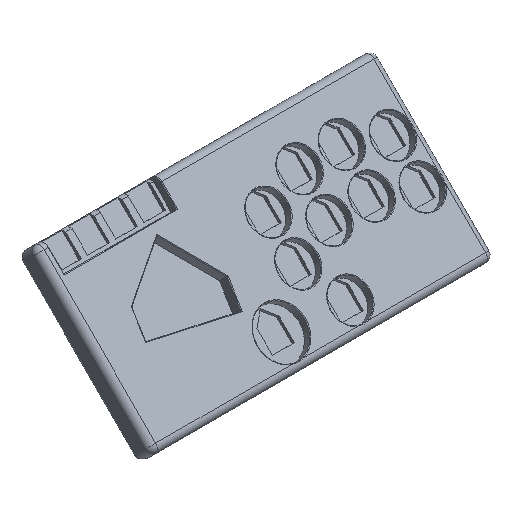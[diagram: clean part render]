
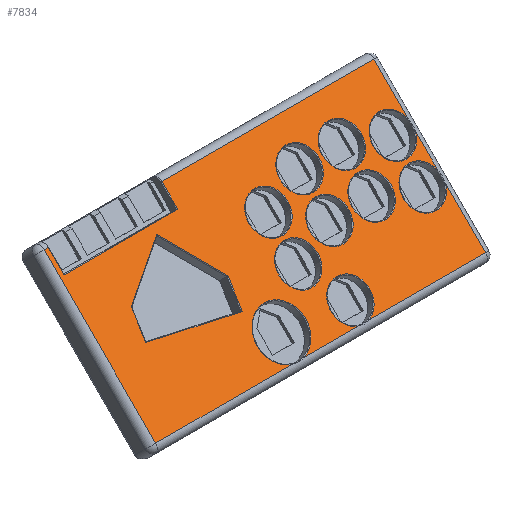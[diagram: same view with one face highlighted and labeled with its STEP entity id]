
A CAD part, isometric view. The second image highlights one B-rep face of the part: STEP entity #7834.
In plain terms, the highlighted planar face has unit normal (0, -0.707, 0.707).
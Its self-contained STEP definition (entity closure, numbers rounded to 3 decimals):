
#34=FACE_BOUND('',#996,.T.);
#35=FACE_BOUND('',#997,.T.);
#36=FACE_BOUND('',#998,.T.);
#37=FACE_BOUND('',#999,.T.);
#38=FACE_BOUND('',#1000,.T.);
#39=FACE_BOUND('',#1001,.T.);
#40=FACE_BOUND('',#1002,.T.);
#116=PLANE('',#8416);
#552=FACE_OUTER_BOUND('',#995,.T.);
#995=EDGE_LOOP('',(#6013,#6014,#6015,#6016,#6017,#6018,#6019,#6020,#6021,
#6022,#6023,#6024,#6025,#6026,#6027,#6028));
#996=EDGE_LOOP('',(#6029,#6030,#6031,#6032,#6033));
#997=EDGE_LOOP('',(#6034));
#998=EDGE_LOOP('',(#6035));
#999=EDGE_LOOP('',(#6036));
#1000=EDGE_LOOP('',(#6037));
#1001=EDGE_LOOP('',(#6038));
#1002=EDGE_LOOP('',(#6039));
#1369=CIRCLE('',#8415,15.4);
#1370=CIRCLE('',#8417,12.4);
#1371=CIRCLE('',#8418,12.4);
#1372=CIRCLE('',#8419,12.4);
#1373=CIRCLE('',#8420,12.4);
#1374=CIRCLE('',#8421,12.4);
#1375=CIRCLE('',#8422,12.4);
#1376=CIRCLE('',#8423,12.4);
#1377=CIRCLE('',#8424,12.4);
#1378=CIRCLE('',#8425,12.4);
#1748=LINE('',#13485,#2616);
#1749=LINE('',#13489,#2617);
#1750=LINE('',#13491,#2618);
#1751=LINE('',#13495,#2619);
#1752=LINE('',#13499,#2620);
#1753=LINE('',#13501,#2621);
#1754=LINE('',#13503,#2622);
#1755=LINE('',#13505,#2623);
#1756=LINE('',#13507,#2624);
#1757=LINE('',#13509,#2625);
#1758=LINE('',#13511,#2626);
#1759=LINE('',#13512,#2627);
#1760=LINE('',#13515,#2628);
#1761=LINE('',#13517,#2629);
#1762=LINE('',#13519,#2630);
#1763=LINE('',#13521,#2631);
#1764=LINE('',#13522,#2632);
#2616=VECTOR('',#9647,10.);
#2617=VECTOR('',#9650,10.);
#2618=VECTOR('',#9651,10.);
#2619=VECTOR('',#9654,10.);
#2620=VECTOR('',#9657,10.);
#2621=VECTOR('',#9658,10.);
#2622=VECTOR('',#9659,10.);
#2623=VECTOR('',#9660,10.);
#2624=VECTOR('',#9661,10.);
#2625=VECTOR('',#9662,10.);
#2626=VECTOR('',#9663,10.);
#2627=VECTOR('',#9664,10.);
#2628=VECTOR('',#9665,10.);
#2629=VECTOR('',#9666,10.);
#2630=VECTOR('',#9667,10.);
#2631=VECTOR('',#9668,10.);
#2632=VECTOR('',#9669,10.);
#3615=VERTEX_POINT('',#13438);
#3619=VERTEX_POINT('',#13445);
#3620=VERTEX_POINT('',#13484);
#3621=VERTEX_POINT('',#13486);
#3622=VERTEX_POINT('',#13488);
#3623=VERTEX_POINT('',#13490);
#3624=VERTEX_POINT('',#13492);
#3625=VERTEX_POINT('',#13494);
#3626=VERTEX_POINT('',#13496);
#3627=VERTEX_POINT('',#13498);
#3628=VERTEX_POINT('',#13500);
#3629=VERTEX_POINT('',#13502);
#3630=VERTEX_POINT('',#13504);
#3631=VERTEX_POINT('',#13506);
#3632=VERTEX_POINT('',#13508);
#3633=VERTEX_POINT('',#13510);
#3634=VERTEX_POINT('',#13513);
#3635=VERTEX_POINT('',#13514);
#3636=VERTEX_POINT('',#13516);
#3637=VERTEX_POINT('',#13518);
#3638=VERTEX_POINT('',#13520);
#3639=VERTEX_POINT('',#13523);
#3640=VERTEX_POINT('',#13525);
#3641=VERTEX_POINT('',#13527);
#3642=VERTEX_POINT('',#13529);
#3643=VERTEX_POINT('',#13531);
#3644=VERTEX_POINT('',#13533);
#4511=EDGE_CURVE('',#3619,#3615,#1369,.T.);
#4514=EDGE_CURVE('',#3620,#3619,#1748,.T.);
#4515=EDGE_CURVE('',#3621,#3620,#1370,.T.);
#4516=EDGE_CURVE('',#3622,#3621,#1749,.T.);
#4517=EDGE_CURVE('',#3623,#3622,#1750,.T.);
#4518=EDGE_CURVE('',#3624,#3623,#1371,.T.);
#4519=EDGE_CURVE('',#3625,#3624,#1751,.T.);
#4520=EDGE_CURVE('',#3626,#3625,#1372,.T.);
#4521=EDGE_CURVE('',#3627,#3626,#1752,.T.);
#4522=EDGE_CURVE('',#3628,#3627,#1753,.T.);
#4523=EDGE_CURVE('',#3629,#3628,#1754,.T.);
#4524=EDGE_CURVE('',#3630,#3629,#1755,.T.);
#4525=EDGE_CURVE('',#3631,#3630,#1756,.T.);
#4526=EDGE_CURVE('',#3632,#3631,#1757,.T.);
#4527=EDGE_CURVE('',#3633,#3632,#1758,.T.);
#4528=EDGE_CURVE('',#3615,#3633,#1759,.T.);
#4529=EDGE_CURVE('',#3634,#3635,#1760,.T.);
#4530=EDGE_CURVE('',#3636,#3634,#1761,.T.);
#4531=EDGE_CURVE('',#3637,#3636,#1762,.T.);
#4532=EDGE_CURVE('',#3638,#3637,#1763,.T.);
#4533=EDGE_CURVE('',#3635,#3638,#1764,.T.);
#4534=EDGE_CURVE('',#3639,#3639,#1373,.T.);
#4535=EDGE_CURVE('',#3640,#3640,#1374,.T.);
#4536=EDGE_CURVE('',#3641,#3641,#1375,.T.);
#4537=EDGE_CURVE('',#3642,#3642,#1376,.T.);
#4538=EDGE_CURVE('',#3643,#3643,#1377,.T.);
#4539=EDGE_CURVE('',#3644,#3644,#1378,.T.);
#6013=ORIENTED_EDGE('',*,*,#4511,.F.);
#6014=ORIENTED_EDGE('',*,*,#4514,.F.);
#6015=ORIENTED_EDGE('',*,*,#4515,.F.);
#6016=ORIENTED_EDGE('',*,*,#4516,.F.);
#6017=ORIENTED_EDGE('',*,*,#4517,.F.);
#6018=ORIENTED_EDGE('',*,*,#4518,.F.);
#6019=ORIENTED_EDGE('',*,*,#4519,.F.);
#6020=ORIENTED_EDGE('',*,*,#4520,.F.);
#6021=ORIENTED_EDGE('',*,*,#4521,.F.);
#6022=ORIENTED_EDGE('',*,*,#4522,.F.);
#6023=ORIENTED_EDGE('',*,*,#4523,.F.);
#6024=ORIENTED_EDGE('',*,*,#4524,.F.);
#6025=ORIENTED_EDGE('',*,*,#4525,.F.);
#6026=ORIENTED_EDGE('',*,*,#4526,.F.);
#6027=ORIENTED_EDGE('',*,*,#4527,.F.);
#6028=ORIENTED_EDGE('',*,*,#4528,.F.);
#6029=ORIENTED_EDGE('',*,*,#4529,.F.);
#6030=ORIENTED_EDGE('',*,*,#4530,.F.);
#6031=ORIENTED_EDGE('',*,*,#4531,.F.);
#6032=ORIENTED_EDGE('',*,*,#4532,.F.);
#6033=ORIENTED_EDGE('',*,*,#4533,.F.);
#6034=ORIENTED_EDGE('',*,*,#4534,.F.);
#6035=ORIENTED_EDGE('',*,*,#4535,.F.);
#6036=ORIENTED_EDGE('',*,*,#4536,.F.);
#6037=ORIENTED_EDGE('',*,*,#4537,.F.);
#6038=ORIENTED_EDGE('',*,*,#4538,.F.);
#6039=ORIENTED_EDGE('',*,*,#4539,.F.);
#7834=ADVANCED_FACE('',(#552,#34,#35,#36,#37,#38,#39,#40),#116,.T.);
#8415=AXIS2_PLACEMENT_3D('',#13447,#9643,#9644);
#8416=AXIS2_PLACEMENT_3D('',#13483,#9645,#9646);
#8417=AXIS2_PLACEMENT_3D('',#13487,#9648,#9649);
#8418=AXIS2_PLACEMENT_3D('',#13493,#9652,#9653);
#8419=AXIS2_PLACEMENT_3D('',#13497,#9655,#9656);
#8420=AXIS2_PLACEMENT_3D('',#13524,#9670,#9671);
#8421=AXIS2_PLACEMENT_3D('',#13526,#9672,#9673);
#8422=AXIS2_PLACEMENT_3D('',#13528,#9674,#9675);
#8423=AXIS2_PLACEMENT_3D('',#13530,#9676,#9677);
#8424=AXIS2_PLACEMENT_3D('',#13532,#9678,#9679);
#8425=AXIS2_PLACEMENT_3D('',#13534,#9680,#9681);
#9643=DIRECTION('center_axis',(0.,-0.707,0.707));
#9644=DIRECTION('ref_axis',(0.,0.707,0.707));
#9645=DIRECTION('center_axis',(0.,-0.707,0.707));
#9646=DIRECTION('ref_axis',(1.,0.,0.));
#9647=DIRECTION('',(-1.,0.,0.));
#9648=DIRECTION('center_axis',(0.,-0.707,0.707));
#9649=DIRECTION('ref_axis',(0.,0.707,0.707));
#9650=DIRECTION('',(-1.,0.,0.));
#9651=DIRECTION('',(0.,-0.707,-0.707));
#9652=DIRECTION('center_axis',(0.,-0.707,0.707));
#9653=DIRECTION('ref_axis',(-1.,0.,0.));
#9654=DIRECTION('',(0.,-0.707,-0.707));
#9655=DIRECTION('center_axis',(0.,-0.707,0.707));
#9656=DIRECTION('ref_axis',(-1.,0.,0.));
#9657=DIRECTION('',(0.,-0.707,-0.707));
#9658=DIRECTION('',(1.,0.,0.));
#9659=DIRECTION('',(0.,0.707,0.707));
#9660=DIRECTION('',(1.,0.,0.));
#9661=DIRECTION('',(0.,-0.707,-0.707));
#9662=DIRECTION('',(1.,0.,0.));
#9663=DIRECTION('',(0.,0.707,0.707));
#9664=DIRECTION('',(-1.,0.,0.));
#9665=DIRECTION('',(-0.174,-0.696,-0.696));
#9666=DIRECTION('',(-0.819,-0.406,-0.406));
#9667=DIRECTION('',(-0.574,0.579,0.579));
#9668=DIRECTION('',(0.174,0.696,0.696));
#9669=DIRECTION('',(0.985,-0.123,-0.123));
#9670=DIRECTION('center_axis',(0.,-0.707,0.707));
#9671=DIRECTION('ref_axis',(-1.,0.,0.));
#9672=DIRECTION('center_axis',(0.,-0.707,0.707));
#9673=DIRECTION('ref_axis',(-1.,0.,0.));
#9674=DIRECTION('center_axis',(0.,-0.707,0.707));
#9675=DIRECTION('ref_axis',(-1.,0.,0.));
#9676=DIRECTION('center_axis',(0.,-0.707,0.707));
#9677=DIRECTION('ref_axis',(-1.,0.,0.));
#9678=DIRECTION('center_axis',(0.,-0.707,0.707));
#9679=DIRECTION('ref_axis',(-1.,0.,0.));
#9680=DIRECTION('center_axis',(0.,-0.707,0.707));
#9681=DIRECTION('ref_axis',(-1.,0.,0.));
#13438=CARTESIAN_POINT('',(87.513,-9.778,10.607));
#13445=CARTESIAN_POINT('',(94.487,-9.778,10.607));
#13447=CARTESIAN_POINT('Origin',(91.,0.828,21.213));
#13483=CARTESIAN_POINT('Origin',(133.,-1.293,19.092));
#13484=CARTESIAN_POINT('',(129.876,-9.778,10.607));
#13485=CARTESIAN_POINT('',(64.5,-9.778,10.607));
#13486=CARTESIAN_POINT('',(136.124,-9.778,10.607));
#13487=CARTESIAN_POINT('Origin',(133.,-1.293,19.092));
#13488=CARTESIAN_POINT('',(211.,-9.778,10.607));
#13489=CARTESIAN_POINT('',(64.5,-9.778,10.607));
#13490=CARTESIAN_POINT('',(211.,16.271,36.655));
#13491=CARTESIAN_POINT('',(211.,-6.95,13.435));
#13492=CARTESIAN_POINT('',(211.,20.689,41.073));
#13493=CARTESIAN_POINT('Origin',(199.,18.48,38.864));
#13494=CARTESIAN_POINT('',(211.,35.362,55.747));
#13495=CARTESIAN_POINT('',(211.,-6.95,13.435));
#13496=CARTESIAN_POINT('',(211.,39.781,60.165));
#13497=CARTESIAN_POINT('Origin',(199.,37.572,57.956));
#13498=CARTESIAN_POINT('',(211.,61.64,82.024));
#13499=CARTESIAN_POINT('',(211.,-6.95,13.435));
#13500=CARTESIAN_POINT('',(75.4,61.64,82.024));
#13501=CARTESIAN_POINT('',(107.,61.64,82.024));
#13502=CARTESIAN_POINT('',(75.4,51.457,71.842));
#13503=CARTESIAN_POINT('',(75.4,25.224,45.608));
#13504=CARTESIAN_POINT('',(2.6,51.457,71.842));
#13505=CARTESIAN_POINT('',(68.,51.457,71.842));
#13506=CARTESIAN_POINT('',(2.6,61.64,82.024));
#13507=CARTESIAN_POINT('',(2.6,31.588,51.972));
#13508=CARTESIAN_POINT('',(0.,61.64,82.024));
#13509=CARTESIAN_POINT('',(107.,61.64,82.024));
#13510=CARTESIAN_POINT('',(0.,-9.778,10.607));
#13511=CARTESIAN_POINT('',(0.,31.588,51.972));
#13512=CARTESIAN_POINT('',(64.5,-9.778,10.607));
#13513=CARTESIAN_POINT('',(26.087,31.923,52.308));
#13514=CARTESIAN_POINT('',(23.037,19.691,40.076));
#13515=CARTESIAN_POINT('',(23.668,22.222,42.607));
#13516=CARTESIAN_POINT('',(58.408,47.926,68.311));
#13517=CARTESIAN_POINT('',(66.918,52.139,72.524));
#13518=CARTESIAN_POINT('',(81.039,25.071,45.456));
#13519=CARTESIAN_POINT('',(98.298,7.643,28.027));
#13520=CARTESIAN_POINT('',(77.989,12.839,33.224));
#13521=CARTESIAN_POINT('',(77.144,9.452,29.836));
#13522=CARTESIAN_POINT('',(79.095,12.701,33.086));
#13523=CARTESIAN_POINT('',(184.4,43.228,63.613));
#13524=CARTESIAN_POINT('Origin',(172.,43.228,63.613));
#13525=CARTESIAN_POINT('',(157.4,43.228,63.613));
#13526=CARTESIAN_POINT('Origin',(145.,43.228,63.613));
#13527=CARTESIAN_POINT('',(130.4,17.092,37.477));
#13528=CARTESIAN_POINT('Origin',(118.,17.092,37.477));
#13529=CARTESIAN_POINT('',(130.4,36.184,56.569));
#13530=CARTESIAN_POINT('Origin',(118.,36.184,56.569));
#13531=CARTESIAN_POINT('',(157.4,24.136,44.521));
#13532=CARTESIAN_POINT('Origin',(145.,24.136,44.521));
#13533=CARTESIAN_POINT('',(184.4,24.136,44.521));
#13534=CARTESIAN_POINT('Origin',(172.,24.136,44.521));
